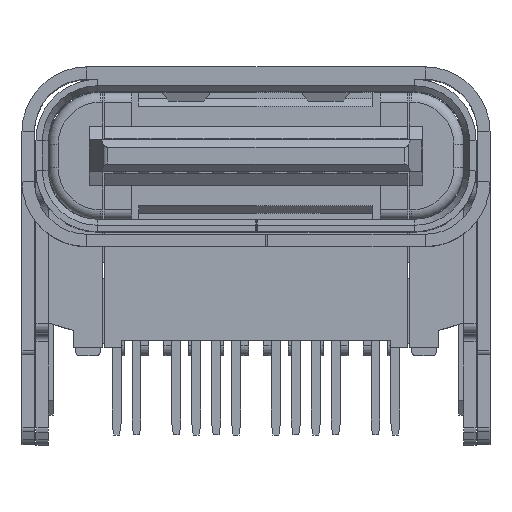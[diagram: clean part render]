
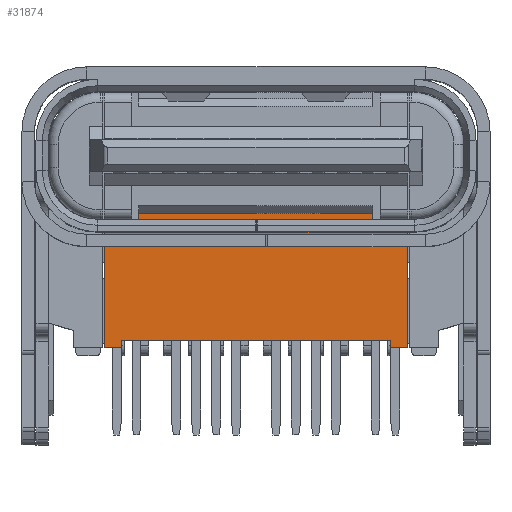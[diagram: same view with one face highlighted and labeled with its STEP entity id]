
A CAD part, top view. The second image highlights one B-rep face of the part: STEP entity #31874.
In plain terms, the highlighted planar face has unit normal (0, 0, 1).
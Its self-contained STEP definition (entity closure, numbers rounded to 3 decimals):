
#636 = LINE ( 'NONE', #41809, #36373 ) ;
#1078 = VECTOR ( 'NONE', #36363, 1000. ) ;
#1081 = DIRECTION ( 'NONE',  ( 0., 0., -1. ) ) ;
#1489 = VERTEX_POINT ( 'NONE', #17553 ) ;
#3086 = EDGE_CURVE ( 'NONE', #35628, #40797, #35511, .T. ) ;
#3310 = VECTOR ( 'NONE', #18910, 1000. ) ;
#3691 = ORIENTED_EDGE ( 'NONE', *, *, #21041, .F. ) ;
#3781 = LINE ( 'NONE', #24647, #22194 ) ;
#4061 = CARTESIAN_POINT ( 'NONE',  ( 3.142, -2.208, -1.04 ) ) ;
#6056 = CARTESIAN_POINT ( 'NONE',  ( 3.492, 0.212, -1.04 ) ) ;
#6229 = CARTESIAN_POINT ( 'NONE',  ( -2.258, -2.208, -1.04 ) ) ;
#7122 = DIRECTION ( 'NONE',  ( -1., 0., 0. ) ) ;
#7204 = DIRECTION ( 'NONE',  ( -1., 0., 0. ) ) ;
#7747 = ORIENTED_EDGE ( 'NONE', *, *, #21784, .F. ) ;
#8101 = ORIENTED_EDGE ( 'NONE', *, *, #38412, .T. ) ;
#8375 = DIRECTION ( 'NONE',  ( -1., 0., 0. ) ) ;
#8479 = EDGE_CURVE ( 'NONE', #11252, #23683, #9357, .T. ) ;
#8696 = ORIENTED_EDGE ( 'NONE', *, *, #8479, .F. ) ;
#8796 = CARTESIAN_POINT ( 'NONE',  ( -2.608, -2.358, -1.04 ) ) ;
#8811 = DIRECTION ( 'NONE',  ( 0., 1., 0. ) ) ;
#9163 = LINE ( 'NONE', #6056, #27591 ) ;
#9357 = LINE ( 'NONE', #40042, #30746 ) ;
#9390 = EDGE_CURVE ( 'NONE', #31976, #1489, #26039, .T. ) ;
#9694 = EDGE_CURVE ( 'NONE', #11252, #20638, #636, .T. ) ;
#10957 = ORIENTED_EDGE ( 'NONE', *, *, #26710, .F. ) ;
#11252 = VERTEX_POINT ( 'NONE', #13416 ) ;
#11505 = ORIENTED_EDGE ( 'NONE', *, *, #3086, .F. ) ;
#12007 = CARTESIAN_POINT ( 'NONE',  ( -2.608, 0.212, -1.04 ) ) ;
#13416 = CARTESIAN_POINT ( 'NONE',  ( -2.258, -2.358, -1.04 ) ) ;
#13538 = FACE_OUTER_BOUND ( 'NONE', #29290, .T. ) ;
#13559 = VERTEX_POINT ( 'NONE', #4061 ) ;
#15125 = ORIENTED_EDGE ( 'NONE', *, *, #29256, .T. ) ;
#15699 = CARTESIAN_POINT ( 'NONE',  ( 3.142, -2.358, -1.04 ) ) ;
#15764 = CARTESIAN_POINT ( 'NONE',  ( 3.492, 0.212, -1.04 ) ) ;
#16136 = VERTEX_POINT ( 'NONE', #17389 ) ;
#16231 = VECTOR ( 'NONE', #23888, 1000. ) ;
#17060 = CARTESIAN_POINT ( 'NONE',  ( 2.792, 0.342, -1.04 ) ) ;
#17389 = CARTESIAN_POINT ( 'NONE',  ( -1.908, 0.342, -1.04 ) ) ;
#17553 = CARTESIAN_POINT ( 'NONE',  ( 3.142, -2.358, -1.04 ) ) ;
#17647 = ORIENTED_EDGE ( 'NONE', *, *, #21183, .T. ) ;
#17686 = DIRECTION ( 'NONE',  ( 0., -1., 0. ) ) ;
#17906 = CARTESIAN_POINT ( 'NONE',  ( -1.908, 0.212, -1.04 ) ) ;
#18504 = DIRECTION ( 'NONE',  ( -1., 0., 0. ) ) ;
#18910 = DIRECTION ( 'NONE',  ( 0., 1., 0. ) ) ;
#19378 = CARTESIAN_POINT ( 'NONE',  ( 3.492, 0.212, -1.04 ) ) ;
#20235 = AXIS2_PLACEMENT_3D ( 'NONE', #15764, #1081, #8375 ) ;
#20638 = VERTEX_POINT ( 'NONE', #6229 ) ;
#21041 = EDGE_CURVE ( 'NONE', #45316, #31976, #36858, .T. ) ;
#21183 = EDGE_CURVE ( 'NONE', #16136, #37929, #36810, .T. ) ;
#21605 = CARTESIAN_POINT ( 'NONE',  ( -1.908, 0.342, -1.04 ) ) ;
#21782 = VERTEX_POINT ( 'NONE', #12007 ) ;
#21784 = EDGE_CURVE ( 'NONE', #1489, #13559, #30426, .T. ) ;
#22194 = VECTOR ( 'NONE', #35604, 1000. ) ;
#23683 = VERTEX_POINT ( 'NONE', #8796 ) ;
#23888 = DIRECTION ( 'NONE',  ( -1., 0., 0. ) ) ;
#24647 = CARTESIAN_POINT ( 'NONE',  ( -2.608, 0.212, -1.04 ) ) ;
#24710 = LINE ( 'NONE', #36325, #33381 ) ;
#24961 = VECTOR ( 'NONE', #7122, 1000. ) ;
#25131 = ORIENTED_EDGE ( 'NONE', *, *, #26313, .F. ) ;
#26039 = LINE ( 'NONE', #38689, #16231 ) ;
#26313 = EDGE_CURVE ( 'NONE', #16136, #35628, #29982, .T. ) ;
#26710 = EDGE_CURVE ( 'NONE', #13559, #20638, #24710, .T. ) ;
#27079 = VECTOR ( 'NONE', #45175, 1000. ) ;
#27591 = VECTOR ( 'NONE', #18504, 1000. ) ;
#27613 = CARTESIAN_POINT ( 'NONE',  ( 2.792, 0.212, -1.04 ) ) ;
#28424 = ORIENTED_EDGE ( 'NONE', *, *, #9390, .F. ) ;
#28990 = CARTESIAN_POINT ( 'NONE',  ( -1.908, 0.342, -1.04 ) ) ;
#29256 = EDGE_CURVE ( 'NONE', #37929, #21782, #9163, .T. ) ;
#29290 = EDGE_LOOP ( 'NONE', ( #43720, #8696, #41608, #10957, #7747, #28424, #3691, #8101, #11505, #25131, #17647, #15125 ) ) ;
#29982 = LINE ( 'NONE', #28990, #1078 ) ;
#30426 = LINE ( 'NONE', #15699, #3310 ) ;
#30746 = VECTOR ( 'NONE', #7204, 1000. ) ;
#30787 = PLANE ( 'NONE',  #20235 ) ;
#31874 = ADVANCED_FACE ( 'NONE', ( #13538 ), #30787, .F. ) ;
#31976 = VERTEX_POINT ( 'NONE', #46338 ) ;
#32542 = CARTESIAN_POINT ( 'NONE',  ( 2.792, 0.342, -1.04 ) ) ;
#33381 = VECTOR ( 'NONE', #40187, 1000. ) ;
#35511 = LINE ( 'NONE', #32542, #42465 ) ;
#35604 = DIRECTION ( 'NONE',  ( 0., -1., 0. ) ) ;
#35628 = VERTEX_POINT ( 'NONE', #17060 ) ;
#36325 = CARTESIAN_POINT ( 'NONE',  ( 3.492, -2.208, -1.04 ) ) ;
#36363 = DIRECTION ( 'NONE',  ( 1., 0., 0. ) ) ;
#36373 = VECTOR ( 'NONE', #8811, 1000. ) ;
#36579 = CARTESIAN_POINT ( 'NONE',  ( 3.492, 0.212, -1.04 ) ) ;
#36810 = LINE ( 'NONE', #21605, #43749 ) ;
#36858 = LINE ( 'NONE', #19378, #27079 ) ;
#37256 = EDGE_CURVE ( 'NONE', #21782, #23683, #3781, .T. ) ;
#37929 = VERTEX_POINT ( 'NONE', #17906 ) ;
#38412 = EDGE_CURVE ( 'NONE', #45316, #40797, #45720, .T. ) ;
#38689 = CARTESIAN_POINT ( 'NONE',  ( 3.492, -2.358, -1.04 ) ) ;
#40042 = CARTESIAN_POINT ( 'NONE',  ( -2.608, -2.358, -1.04 ) ) ;
#40187 = DIRECTION ( 'NONE',  ( -1., 0., 0. ) ) ;
#40797 = VERTEX_POINT ( 'NONE', #27613 ) ;
#41608 = ORIENTED_EDGE ( 'NONE', *, *, #9694, .T. ) ;
#41809 = CARTESIAN_POINT ( 'NONE',  ( -2.258, -2.358, -1.04 ) ) ;
#42465 = VECTOR ( 'NONE', #17686, 1000. ) ;
#43720 = ORIENTED_EDGE ( 'NONE', *, *, #37256, .T. ) ;
#43749 = VECTOR ( 'NONE', #47380, 1000. ) ;
#45175 = DIRECTION ( 'NONE',  ( 0., -1., 0. ) ) ;
#45316 = VERTEX_POINT ( 'NONE', #45772 ) ;
#45720 = LINE ( 'NONE', #36579, #24961 ) ;
#45772 = CARTESIAN_POINT ( 'NONE',  ( 3.492, 0.212, -1.04 ) ) ;
#46338 = CARTESIAN_POINT ( 'NONE',  ( 3.492, -2.358, -1.04 ) ) ;
#47380 = DIRECTION ( 'NONE',  ( 0., -1., 0. ) ) ;
